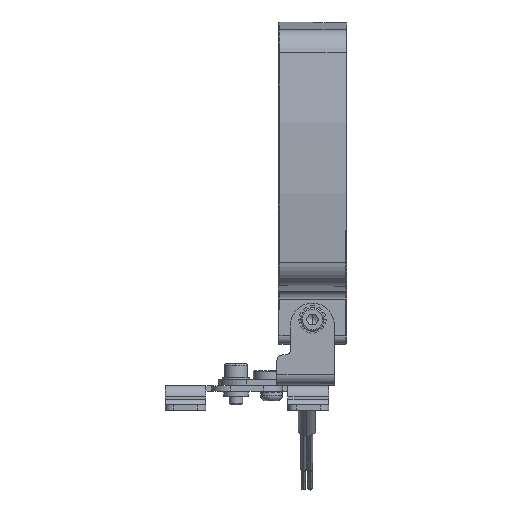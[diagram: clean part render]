
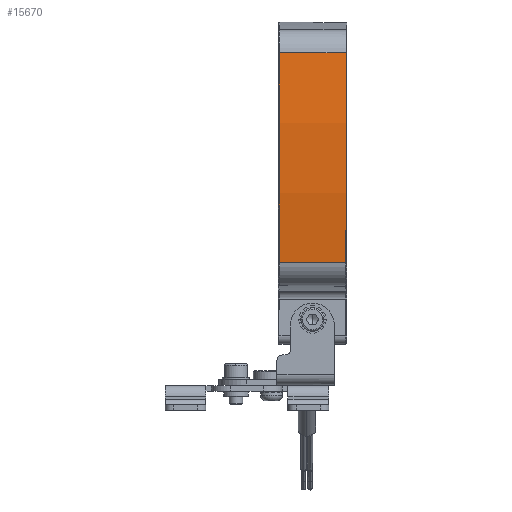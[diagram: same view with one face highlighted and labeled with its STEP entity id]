
A CAD part, top view. The second image highlights one B-rep face of the part: STEP entity #15670.
In plain terms, the highlighted cylindrical face has radius 266.225 mm (diameter 532.45 mm), a partial arc.
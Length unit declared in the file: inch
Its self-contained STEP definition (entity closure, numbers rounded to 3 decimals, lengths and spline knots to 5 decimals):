
#1471 = CARTESIAN_POINT ( 'NONE',  ( 1.43284, 5.15565, 1.84893 ) ) ;
#1500 = VECTOR ( 'NONE', #18767, 39.37008 ) ;
#2142 = AXIS2_PLACEMENT_3D ( 'NONE', #12484, #10498, #9002 ) ;
#2909 = CARTESIAN_POINT ( 'NONE',  ( 1.44045, 3.63951, -8.52213 ) ) ;
#3929 = EDGE_CURVE ( 'NONE', #23846, #12819, #21522, .T. ) ;
#5046 = AXIS2_PLACEMENT_3D ( 'NONE', #2909, #6760, #14352 ) ;
#6760 = DIRECTION ( 'NONE',  ( -1., 0.001, 0. ) ) ;
#6792 = CIRCLE ( 'NONE', #22284, 10.4813 ) ;
#6986 = EDGE_CURVE ( 'NONE', #12819, #24540, #6792, .T. ) ;
#7207 = EDGE_LOOP ( 'NONE', ( #10920, #19616, #22147, #8359 ) ) ;
#7320 = LINE ( 'NONE', #9195, #1500 ) ;
#8334 = DIRECTION ( 'NONE',  ( -1., 0.001, 0. ) ) ;
#8359 = ORIENTED_EDGE ( 'NONE', *, *, #3929, .F. ) ;
#9002 = DIRECTION ( 'NONE',  ( -0.001, -1., 0. ) ) ;
#9195 = CARTESIAN_POINT ( 'NONE',  ( 1.44268, 5.15564, 1.84893 ) ) ;
#10498 = DIRECTION ( 'NONE',  ( -1., 0.001, 0. ) ) ;
#10920 = ORIENTED_EDGE ( 'NONE', *, *, #12890, .T. ) ;
#11934 = DIRECTION ( 'NONE',  ( 0., 0.172, 0.985 ) ) ;
#11942 = VECTOR ( 'NONE', #8334, 39.37008 ) ;
#12484 = CARTESIAN_POINT ( 'NONE',  ( 1.4306, 3.63952, -8.52213 ) ) ;
#12819 = VERTEX_POINT ( 'NONE', #24283 ) ;
#12890 = EDGE_CURVE ( 'NONE', #23846, #18770, #16034, .T. ) ;
#14352 = DIRECTION ( 'NONE',  ( -0.001, -1., 0. ) ) ;
#14997 = EDGE_CURVE ( 'NONE', #18770, #24540, #7320, .T. ) ;
#15670 = ADVANCED_FACE ( 'NONE', ( #23679 ), #23804, .T. ) ;
#16034 = CIRCLE ( 'NONE', #2142, 10.4813 ) ;
#17305 = CARTESIAN_POINT ( 'NONE',  ( 1.43821, 2.12338, 1.84893 ) ) ;
#17776 = CARTESIAN_POINT ( 'NONE',  ( 0.46604, 3.64095, -8.52213 ) ) ;
#17891 = DIRECTION ( 'NONE',  ( -1., 0.001, 0. ) ) ;
#18256 = CARTESIAN_POINT ( 'NONE',  ( 0.46827, 5.15707, 1.84893 ) ) ;
#18767 = DIRECTION ( 'NONE',  ( -1., 0.001, 0. ) ) ;
#18770 = VERTEX_POINT ( 'NONE', #1471 ) ;
#18846 = CARTESIAN_POINT ( 'NONE',  ( 1.42837, 2.1234, 1.84893 ) ) ;
#19616 = ORIENTED_EDGE ( 'NONE', *, *, #14997, .T. ) ;
#21522 = LINE ( 'NONE', #17305, #11942 ) ;
#22147 = ORIENTED_EDGE ( 'NONE', *, *, #6986, .F. ) ;
#22284 = AXIS2_PLACEMENT_3D ( 'NONE', #17776, #17891, #11934 ) ;
#23679 = FACE_OUTER_BOUND ( 'NONE', #7207, .T. ) ;
#23804 = CYLINDRICAL_SURFACE ( 'NONE', #5046, 10.4813 ) ;
#23846 = VERTEX_POINT ( 'NONE', #18846 ) ;
#24283 = CARTESIAN_POINT ( 'NONE',  ( 0.4638, 2.12482, 1.84893 ) ) ;
#24540 = VERTEX_POINT ( 'NONE', #18256 ) ;
